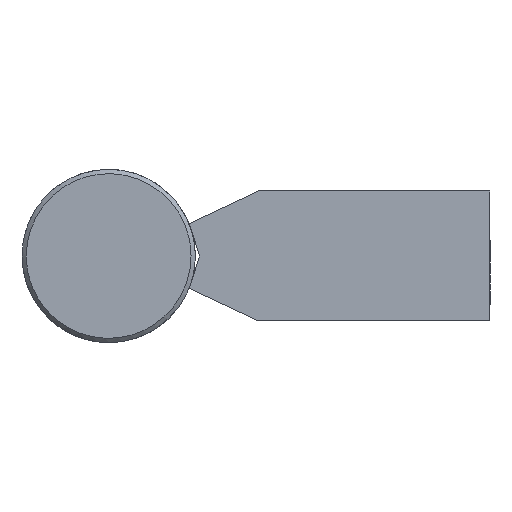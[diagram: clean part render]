
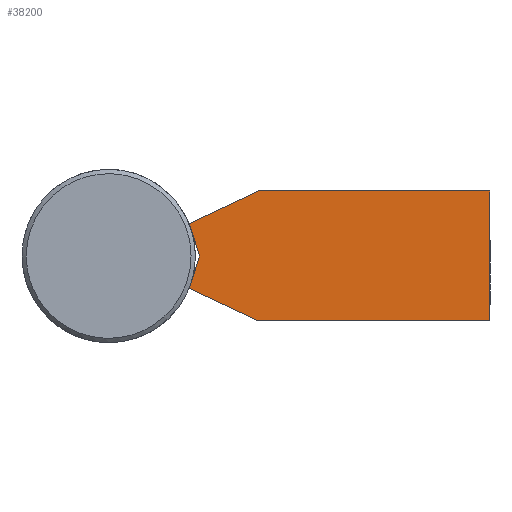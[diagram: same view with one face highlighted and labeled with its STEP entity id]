
A CAD part, left-side view. The second image highlights one B-rep face of the part: STEP entity #38200.
In plain terms, the highlighted free-form (B-spline) face has degree [1, 1] with [2, 2] control points.
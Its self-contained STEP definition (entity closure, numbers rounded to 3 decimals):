
#2700 = CARTESIAN_POINT ('', (0., 67.04, 0.));
#2710 = VERTEX_POINT ('', #2700);
#2770 = CARTESIAN_POINT ('', (0., 69.405, 7.5));
#2780 = VERTEX_POINT ('', #2770);
#2790 = CARTESIAN_POINT ('', (0., 69.405, 7.5));
#2800 = CARTESIAN_POINT ('', (0., 68.616, 5.));
#2810 = CARTESIAN_POINT ('', (0., 67.828, 2.5));
#2820 = CARTESIAN_POINT ('', (0., 67.04, 0.));
#2830 = B_SPLINE_CURVE_WITH_KNOTS ('', 3, (#2790, #2800, #2810, #2820), .UNSPECIFIED., .F., .U., (4, 4), (0., 1.), .UNSPECIFIED.);
#2840 = EDGE_CURVE ('', #2780, #2710, #2830, .T.);
#5220 = CARTESIAN_POINT ('', (0., 69.405, -7.5));
#5230 = VERTEX_POINT ('', #5220);
#5290 = CARTESIAN_POINT ('', (0., 69.405, -7.5));
#5300 = CARTESIAN_POINT ('', (0., 67.04, 0.));
#5310 = B_SPLINE_CURVE_WITH_KNOTS ('', 1, (#5290, #5300), .UNSPECIFIED., .F., .U., (2, 2), (0., 1.), .UNSPECIFIED.);
#5320 = EDGE_CURVE ('', #5230, #2710, #5310, .T.);
#11520 = CARTESIAN_POINT ('', (0., 0., 15.));
#11530 = VERTEX_POINT ('', #11520);
#11540 = CARTESIAN_POINT ('', (0., 0., -15.));
#11550 = VERTEX_POINT ('', #11540);
#11560 = CARTESIAN_POINT ('', (0., 0., 15.));
#11570 = CARTESIAN_POINT ('', (0., 0., -15.));
#11580 = B_SPLINE_CURVE_WITH_KNOTS ('', 1, (#11560, #11570), .UNSPECIFIED., .F., .U., (2, 2), (0., 1.), .UNSPECIFIED.);
#11590 = EDGE_CURVE ('', #11530, #11550, #11580, .T.);
#19510 = CARTESIAN_POINT ('', (0., 53.321, -15.));
#19520 = VERTEX_POINT ('', #19510);
#19530 = CARTESIAN_POINT ('', (0., 0., -15.));
#19540 = CARTESIAN_POINT ('', (0., 53.321, -15.));
#19550 = B_SPLINE_CURVE_WITH_KNOTS ('', 1, (#19530, #19540), .UNSPECIFIED., .F., .U., (2, 2), (0., 1.), .UNSPECIFIED.);
#19560 = EDGE_CURVE ('', #11550, #19520, #19550, .T.);
#23610 = CARTESIAN_POINT ('', (0., 53.321, 15.));
#23620 = VERTEX_POINT ('', #23610);
#23630 = CARTESIAN_POINT ('', (0., 0., 15.));
#23640 = CARTESIAN_POINT ('', (0., 53.321, 15.));
#23650 = B_SPLINE_CURVE_WITH_KNOTS ('', 1, (#23630, #23640), .UNSPECIFIED., .F., .U., (2, 2), (0., 1.), .UNSPECIFIED.);
#23660 = EDGE_CURVE ('', #11530, #23620, #23650, .T.);
#37860 = CARTESIAN_POINT ('', (0., 69.405, 7.5));
#37870 = CARTESIAN_POINT ('', (0., 53.321, 15.));
#37880 = B_SPLINE_CURVE_WITH_KNOTS ('', 1, (#37860, #37870), .UNSPECIFIED., .F., .U., (2, 2), (0., 1.), .UNSPECIFIED.);
#37890 = EDGE_CURVE ('', #2780, #23620, #37880, .T.);
#38020 = CARTESIAN_POINT ('', (0., 53.321, -15.));
#38030 = CARTESIAN_POINT ('', (0., 69.405, -7.5));
#38040 = B_SPLINE_CURVE_WITH_KNOTS ('', 1, (#38020, #38030), .UNSPECIFIED., .F., .U., (2, 2), (0., 1.), .UNSPECIFIED.);
#38050 = EDGE_CURVE ('', #19520, #5230, #38040, .T.);
#38060 = ORIENTED_EDGE ('', *, *, #38050, .F.);
#38070 = ORIENTED_EDGE ('', *, *, #19560, .F.);
#38080 = ORIENTED_EDGE ('', *, *, #11590, .F.);
#38090 = ORIENTED_EDGE ('', *, *, #23660, .T.);
#38100 = ORIENTED_EDGE ('', *, *, #37890, .F.);
#38110 = ORIENTED_EDGE ('', *, *, #2840, .T.);
#38120 = ORIENTED_EDGE ('', *, *, #5320, .F.);
#38130 = EDGE_LOOP ('', (#38060, #38070, #38080, #38090, #38100, #38110, #38120));
#38140 = FACE_OUTER_BOUND ('', #38130, .T.);
#38150 = CARTESIAN_POINT ('', (0., 0., -15.));
#38160 = CARTESIAN_POINT ('', (0., 69.821, -15.));
#38170 = CARTESIAN_POINT ('', (0., 0., 15.));
#38180 = CARTESIAN_POINT ('', (0., 69.821, 15.));
#38190 = B_SPLINE_SURFACE_WITH_KNOTS ('', 1, 1, ((#38150, #38160), (#38170, #38180)), .UNSPECIFIED., .F., .F., .U., (2, 2), (2, 2), (0., 1.), (0., 1.), .UNSPECIFIED.);
#38200 = ADVANCED_FACE ('', (#38140), #38190, .T.);
